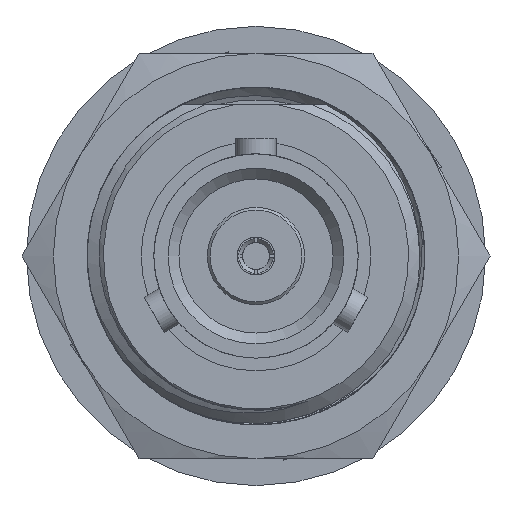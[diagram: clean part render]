
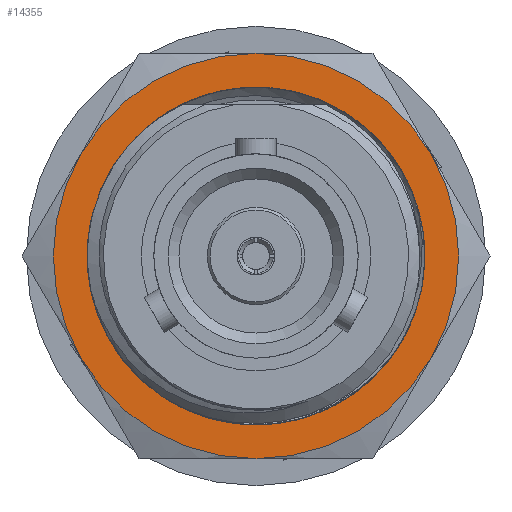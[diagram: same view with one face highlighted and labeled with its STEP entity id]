
A CAD part, left-side view. The second image highlights one B-rep face of the part: STEP entity #14355.
In plain terms, the highlighted planar face has unit normal (-1, 0, 0).
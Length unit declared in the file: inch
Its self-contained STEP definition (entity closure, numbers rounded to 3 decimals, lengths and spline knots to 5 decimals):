
#517 = DIRECTION ( 'NONE',  ( -1., 0., 0. ) ) ;
#850 = EDGE_CURVE ( 'NONE', #16100, #9728, #14339, .T. ) ;
#1013 = VERTEX_POINT ( 'NONE', #19952 ) ;
#1191 = CARTESIAN_POINT ( 'NONE',  ( 1.21873, -0.32476, -0.1875 ) ) ;
#1370 = CARTESIAN_POINT ( 'NONE',  ( 1.21873, 0., 0. ) ) ;
#1630 = CARTESIAN_POINT ( 'NONE',  ( 1.21873, 0.30384, 0.07304 ) ) ;
#1732 = FACE_BOUND ( 'NONE', #18563, .T. ) ;
#1737 = CARTESIAN_POINT ( 'NONE',  ( 1.21873, 0.1632, 0.2665 ) ) ;
#1789 = VERTEX_POINT ( 'NONE', #1737 ) ;
#1790 = CIRCLE ( 'NONE', #2095, 0.375 ) ;
#1823 = DIRECTION ( 'NONE',  ( 0., -1., 0. ) ) ;
#1979 = DIRECTION ( 'NONE',  ( 0., -1., 0. ) ) ;
#2095 = AXIS2_PLACEMENT_3D ( 'NONE', #9382, #15783, #7856 ) ;
#2244 = AXIS2_PLACEMENT_3D ( 'NONE', #15188, #10404, #7325 ) ;
#2370 = CIRCLE ( 'NONE', #14700, 0.375 ) ;
#3126 = CARTESIAN_POINT ( 'NONE',  ( 1.21873, 0., 0. ) ) ;
#3211 = DIRECTION ( 'NONE',  ( 0., -1., 0. ) ) ;
#3462 = CIRCLE ( 'NONE', #2244, 0.3125 ) ;
#3530 = CIRCLE ( 'NONE', #5031, 0.3125 ) ;
#3707 = AXIS2_PLACEMENT_3D ( 'NONE', #9758, #8375, #1823 ) ;
#3933 = DIRECTION ( 'NONE',  ( 0., -1., 0. ) ) ;
#4077 = CARTESIAN_POINT ( 'NONE',  ( 1.21873, 0., 0. ) ) ;
#4118 = ORIENTED_EDGE ( 'NONE', *, *, #14731, .F. ) ;
#4269 = CIRCLE ( 'NONE', #10964, 0.3125 ) ;
#4313 = CARTESIAN_POINT ( 'NONE',  ( 1.21873, 0., 0.375 ) ) ;
#4859 = EDGE_CURVE ( 'NONE', #9728, #1013, #2370, .T. ) ;
#4939 = ORIENTED_EDGE ( 'NONE', *, *, #16739, .F. ) ;
#4944 = DIRECTION ( 'NONE',  ( 0., -1., 0. ) ) ;
#5031 = AXIS2_PLACEMENT_3D ( 'NONE', #20257, #14069, #7850 ) ;
#5443 = ORIENTED_EDGE ( 'NONE', *, *, #7231, .F. ) ;
#5966 = CIRCLE ( 'NONE', #14629, 0.375 ) ;
#6393 = AXIS2_PLACEMENT_3D ( 'NONE', #14428, #17566, #19217 ) ;
#6915 = CARTESIAN_POINT ( 'NONE',  ( 1.21873, 0.32476, -0.1875 ) ) ;
#6971 = CARTESIAN_POINT ( 'NONE',  ( 1.21873, 0., 0. ) ) ;
#7231 = EDGE_CURVE ( 'NONE', #16386, #1789, #4269, .T. ) ;
#7325 = DIRECTION ( 'NONE',  ( 0., -1., 0. ) ) ;
#7347 = AXIS2_PLACEMENT_3D ( 'NONE', #3126, #17449, #4944 ) ;
#7558 = VERTEX_POINT ( 'NONE', #12866 ) ;
#7614 = AXIS2_PLACEMENT_3D ( 'NONE', #14191, #20511, #3211 ) ;
#7850 = DIRECTION ( 'NONE',  ( 0., -1., 0. ) ) ;
#7856 = DIRECTION ( 'NONE',  ( 0., -1., 0. ) ) ;
#8375 = DIRECTION ( 'NONE',  ( -1., 0., 0. ) ) ;
#8628 = DIRECTION ( 'NONE',  ( -1., 0., 0. ) ) ;
#8972 = EDGE_CURVE ( 'NONE', #18276, #7558, #3530, .T. ) ;
#9382 = CARTESIAN_POINT ( 'NONE',  ( 1.21873, 0., 0. ) ) ;
#9528 = EDGE_CURVE ( 'NONE', #1013, #13038, #1790, .T. ) ;
#9701 = EDGE_LOOP ( 'NONE', ( #19745, #14303, #15198, #16804, #14227, #14434 ) ) ;
#9728 = VERTEX_POINT ( 'NONE', #1191 ) ;
#9758 = CARTESIAN_POINT ( 'NONE',  ( 1.21873, 0., 0. ) ) ;
#10404 = DIRECTION ( 'NONE',  ( -1., 0., 0. ) ) ;
#10964 = AXIS2_PLACEMENT_3D ( 'NONE', #19198, #517, #1979 ) ;
#11110 = CARTESIAN_POINT ( 'NONE',  ( 1.21873, 0., -0.375 ) ) ;
#11710 = AXIS2_PLACEMENT_3D ( 'NONE', #6971, #8628, #3933 ) ;
#11875 = EDGE_CURVE ( 'NONE', #16198, #16100, #20057, .T. ) ;
#12482 = DIRECTION ( 'NONE',  ( 0., -1., 0. ) ) ;
#12866 = CARTESIAN_POINT ( 'NONE',  ( 1.21873, -0.27606, -0.14645 ) ) ;
#13038 = VERTEX_POINT ( 'NONE', #4313 ) ;
#13283 = ORIENTED_EDGE ( 'NONE', *, *, #8972, .F. ) ;
#13623 = CIRCLE ( 'NONE', #7347, 0.375 ) ;
#13829 = EDGE_CURVE ( 'NONE', #13038, #19331, #5966, .T. ) ;
#14069 = DIRECTION ( 'NONE',  ( -1., 0., 0. ) ) ;
#14191 = CARTESIAN_POINT ( 'NONE',  ( 1.21873, 0., 0. ) ) ;
#14227 = ORIENTED_EDGE ( 'NONE', *, *, #11875, .T. ) ;
#14303 = ORIENTED_EDGE ( 'NONE', *, *, #9528, .T. ) ;
#14339 = CIRCLE ( 'NONE', #11710, 0.375 ) ;
#14355 = ADVANCED_FACE ( 'NONE', ( #1732, #14905 ), #17638, .T. ) ;
#14428 = CARTESIAN_POINT ( 'NONE',  ( 1.21873, 0., 0. ) ) ;
#14434 = ORIENTED_EDGE ( 'NONE', *, *, #850, .T. ) ;
#14629 = AXIS2_PLACEMENT_3D ( 'NONE', #4077, #15045, #16541 ) ;
#14700 = AXIS2_PLACEMENT_3D ( 'NONE', #1370, #17425, #12482 ) ;
#14731 = EDGE_CURVE ( 'NONE', #1789, #18276, #3462, .T. ) ;
#14901 = EDGE_CURVE ( 'NONE', #19331, #16198, #13623, .T. ) ;
#14905 = FACE_OUTER_BOUND ( 'NONE', #9701, .T. ) ;
#15045 = DIRECTION ( 'NONE',  ( -1., 0., 0. ) ) ;
#15173 = CARTESIAN_POINT ( 'NONE',  ( 1.21873, -0.29876, 0.09165 ) ) ;
#15188 = CARTESIAN_POINT ( 'NONE',  ( 1.21873, 0., 0. ) ) ;
#15198 = ORIENTED_EDGE ( 'NONE', *, *, #13829, .T. ) ;
#15783 = DIRECTION ( 'NONE',  ( -1., 0., 0. ) ) ;
#16100 = VERTEX_POINT ( 'NONE', #11110 ) ;
#16198 = VERTEX_POINT ( 'NONE', #6915 ) ;
#16386 = VERTEX_POINT ( 'NONE', #15173 ) ;
#16541 = DIRECTION ( 'NONE',  ( 0., -1., 0. ) ) ;
#16739 = EDGE_CURVE ( 'NONE', #7558, #16386, #18795, .T. ) ;
#16804 = ORIENTED_EDGE ( 'NONE', *, *, #14901, .T. ) ;
#17425 = DIRECTION ( 'NONE',  ( -1., 0., 0. ) ) ;
#17449 = DIRECTION ( 'NONE',  ( -1., 0., 0. ) ) ;
#17566 = DIRECTION ( 'NONE',  ( -1., 0., 0. ) ) ;
#17638 = PLANE ( 'NONE',  #6393 ) ;
#18276 = VERTEX_POINT ( 'NONE', #1630 ) ;
#18563 = EDGE_LOOP ( 'NONE', ( #5443, #4939, #13283, #4118 ) ) ;
#18795 = CIRCLE ( 'NONE', #7614, 0.3125 ) ;
#19198 = CARTESIAN_POINT ( 'NONE',  ( 1.21873, 0., 0. ) ) ;
#19217 = DIRECTION ( 'NONE',  ( 0., -1., 0. ) ) ;
#19331 = VERTEX_POINT ( 'NONE', #19417 ) ;
#19417 = CARTESIAN_POINT ( 'NONE',  ( 1.21873, 0.32476, 0.1875 ) ) ;
#19745 = ORIENTED_EDGE ( 'NONE', *, *, #4859, .T. ) ;
#19952 = CARTESIAN_POINT ( 'NONE',  ( 1.21873, -0.32476, 0.1875 ) ) ;
#20057 = CIRCLE ( 'NONE', #3707, 0.375 ) ;
#20257 = CARTESIAN_POINT ( 'NONE',  ( 1.21873, 0., 0. ) ) ;
#20511 = DIRECTION ( 'NONE',  ( -1., 0., 0. ) ) ;
